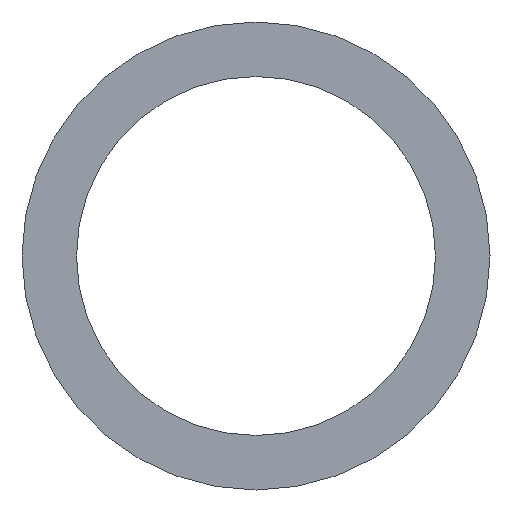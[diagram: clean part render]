
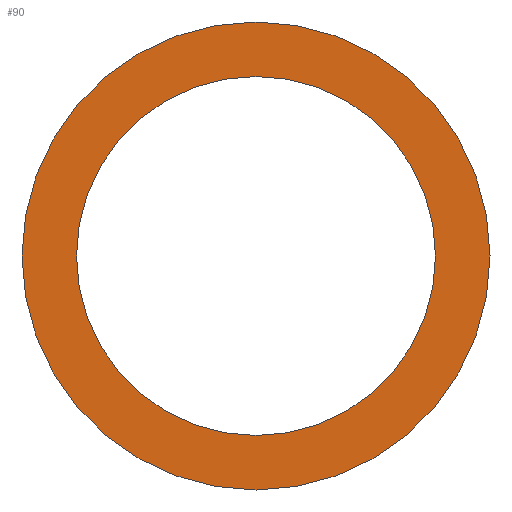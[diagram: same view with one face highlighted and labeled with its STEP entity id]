
A CAD part, front view. The second image highlights one B-rep face of the part: STEP entity #90.
In plain terms, the highlighted planar face has unit normal (0, -1, 0).
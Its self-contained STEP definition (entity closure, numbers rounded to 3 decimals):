
#1 = CARTESIAN_POINT ( 'NONE',  ( 0., 0., 0. ) ) ;
#5 = DIRECTION ( 'NONE',  ( 0., 1., 0. ) ) ;
#9 = CARTESIAN_POINT ( 'NONE',  ( 0., 0., 0. ) ) ;
#11 = PLANE ( 'NONE',  #47 ) ;
#13 = DIRECTION ( 'NONE',  ( 0., 0., 1. ) ) ;
#35 = EDGE_CURVE ( 'NONE', #176, #201, #146, .T. ) ;
#37 = EDGE_CURVE ( 'NONE', #134, #142, #171, .T. ) ;
#39 = AXIS2_PLACEMENT_3D ( 'NONE', #204, #205, #206 ) ;
#40 = AXIS2_PLACEMENT_3D ( 'NONE', #1, #97, #98 ) ;
#47 = AXIS2_PLACEMENT_3D ( 'NONE', #9, #5, #13 ) ;
#48 = AXIS2_PLACEMENT_3D ( 'NONE', #119, #120, #121 ) ;
#51 = AXIS2_PLACEMENT_3D ( 'NONE', #124, #125, #126 ) ;
#68 = CARTESIAN_POINT ( 'NONE',  ( 0., 0., 18.45 ) ) ;
#90 = ADVANCED_FACE ( 'NONE', ( #151, #172 ), #11, .F. ) ;
#94 = EDGE_CURVE ( 'NONE', #142, #134, #150, .T. ) ;
#95 = EDGE_CURVE ( 'NONE', #201, #176, #167, .T. ) ;
#97 = DIRECTION ( 'NONE',  ( 0., 1., 0. ) ) ;
#98 = DIRECTION ( 'NONE',  ( 0., 0., 1. ) ) ;
#111 = CARTESIAN_POINT ( 'NONE',  ( 0., 0., -18.45 ) ) ;
#119 = CARTESIAN_POINT ( 'NONE',  ( 0., 0., 0. ) ) ;
#120 = DIRECTION ( 'NONE',  ( 0., 1., 0. ) ) ;
#121 = DIRECTION ( 'NONE',  ( 0., 0., 1. ) ) ;
#123 = CARTESIAN_POINT ( 'NONE',  ( 0., 0., 24.05 ) ) ;
#124 = CARTESIAN_POINT ( 'NONE',  ( 0., 0., 0. ) ) ;
#125 = DIRECTION ( 'NONE',  ( 0., 1., 0. ) ) ;
#126 = DIRECTION ( 'NONE',  ( 0., 0., 1. ) ) ;
#127 = CARTESIAN_POINT ( 'NONE',  ( 0., 0., -24.05 ) ) ;
#134 = VERTEX_POINT ( 'NONE', #123 ) ;
#142 = VERTEX_POINT ( 'NONE', #127 ) ;
#144 = ORIENTED_EDGE ( 'NONE', *, *, #37, .F. ) ;
#146 = CIRCLE ( 'NONE', #39, 18.45 ) ;
#150 = CIRCLE ( 'NONE', #48, 24.05 ) ;
#151 = FACE_OUTER_BOUND ( 'NONE', #189, .T. ) ;
#156 = ORIENTED_EDGE ( 'NONE', *, *, #35, .T. ) ;
#167 = CIRCLE ( 'NONE', #51, 18.45 ) ;
#171 = CIRCLE ( 'NONE', #40, 24.05 ) ;
#172 = FACE_BOUND ( 'NONE', #182, .T. ) ;
#176 = VERTEX_POINT ( 'NONE', #68 ) ;
#179 = ORIENTED_EDGE ( 'NONE', *, *, #95, .T. ) ;
#182 = EDGE_LOOP ( 'NONE', ( #179, #156 ) ) ;
#189 = EDGE_LOOP ( 'NONE', ( #191, #144 ) ) ;
#191 = ORIENTED_EDGE ( 'NONE', *, *, #94, .F. ) ;
#201 = VERTEX_POINT ( 'NONE', #111 ) ;
#204 = CARTESIAN_POINT ( 'NONE',  ( 0., 0., 0. ) ) ;
#205 = DIRECTION ( 'NONE',  ( 0., 1., 0. ) ) ;
#206 = DIRECTION ( 'NONE',  ( 0., 0., 1. ) ) ;
